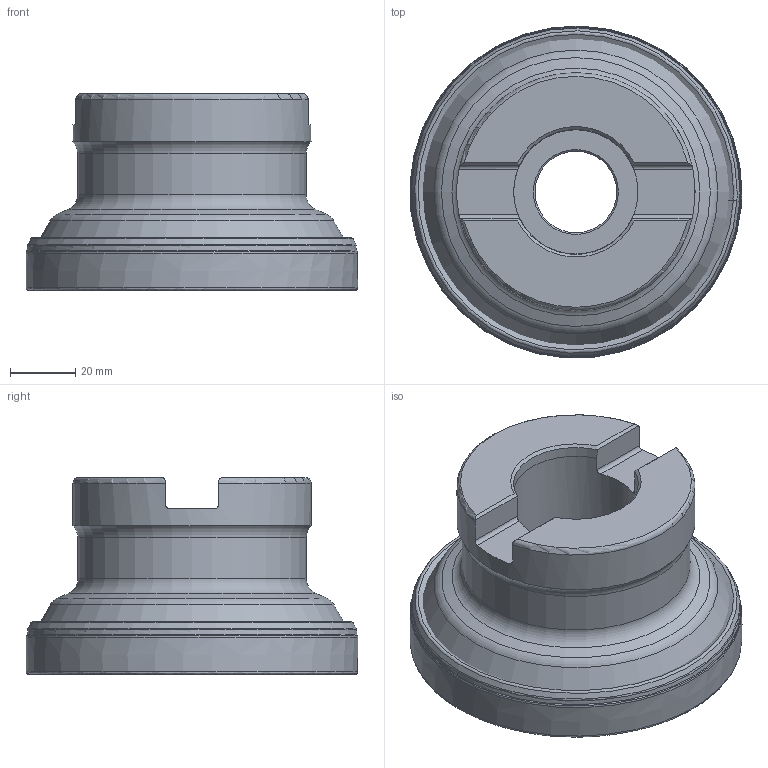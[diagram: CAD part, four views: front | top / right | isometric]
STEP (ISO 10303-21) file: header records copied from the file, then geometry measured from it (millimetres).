
FILE_DESCRIPTION(/* description */ (''),/* implementation_level */ '2;1');
FILE_NAME(/* name */ 'E-Catalogue_F90-TP16-D400Z8S150I.stp',/* time_stamp */ '2023-10-19T10:41:45+09:00',/* author */ (''),/* organization */ (''),/* preprocessor_version */ 'ST-DEVELOPER v16',/* originating_system */ 'SIEMENS PLM Software NX 10.0',/* authorisation */ '');
FILE_SCHEMA (('AP203_CONFIGURATION_CONTROLLED_3D_DESIGN_OF_MECHANICAL_PARTS_AND_ASSEMBLIES_MIM_LF { 1 0 10303 403 2 1 2}'));
Length unit declared in the file: millimetre
Products named in the file (1): 1022C79461C3qzqx
Bounding box: 101.65 x 101.58 x 60.33 mm (x, y, z)
Volume: 219217 mm3; surface area: 48764.6 mm2
Topology: 2 solids, 3 shells, 312 faces, 762 edges, 479 vertices
Faces by surface type: bspline 224, plane 22, revolution 21, torus 17, cone 15, cylinder 11, sphere 2
Full cylindrical faces by diameter (mm): 5.2 x1, 25 x1, 38.1 x1, 39.1 x1, 52 x1, 70 x1, 73 x1
Entity records: 17774 total; most frequent: CARTESIAN_POINT 12628, ORIENTED_EDGE 1300, EDGE_CURVE 650, DIRECTION 513, B_SPLINE_CURVE_WITH_KNOTS 480, VERTEX_POINT 402, EDGE_LOOP 376, ADVANCED_FACE 312
